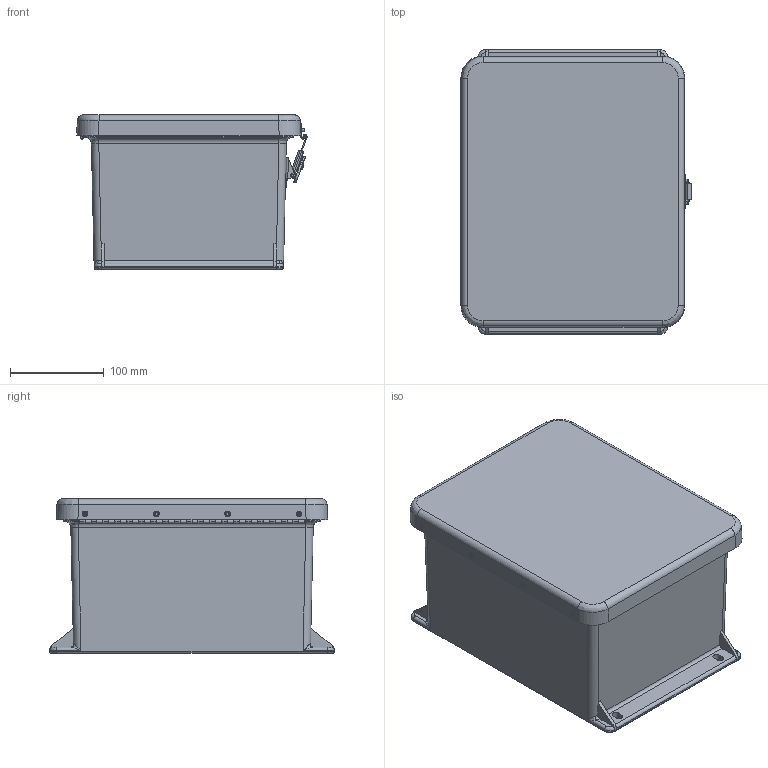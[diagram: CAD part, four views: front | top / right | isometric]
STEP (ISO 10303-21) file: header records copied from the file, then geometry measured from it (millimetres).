
FILE_DESCRIPTION(/* description */ (''),/* implementation_level */ '2;1');
FILE_NAME(/* name */ 'HW-J100806CHTL.stp',/* time_stamp */ '2016-08-18T15:19:04-05:00',/* author */ ('pmescher'),/* organization */ (''),/* preprocessor_version */ 'ST-DEVELOPER v16.5',/* originating_system */ 'Autodesk Inventor 2017',/* authorisation */ '');
FILE_SCHEMA (('AUTOMOTIVE_DESIGN { 1 0 10303 214 3 1 1 }'));
Length unit declared in the file: inch
Products named in the file (24): J100806HLL_STP; WPJ100806H&LBOX; WPJ100806HLU; WPJ100806H&LCVR; J100806HLL GASKET; RMINS45821P; RMHING9-1/2; RMHINGBOX7.5; RMHINGCOV7.5; RMHINGPIN7.5; RMRIV43; RMLATJLL150; SW3dPS-K3-2347-52_K3_Rivet; SW3dPS-K3-2347-52_K3-2347-07_K3_Slide_No.3_Link_Lock_clf; SW3dPS-K3-2347-52_k3_anchor_plate_clf; SW3dPS-K3-2347-52_k3_Link_Lock_Housing; SW3dPS-K3-2347-52_k3_upper_cam_clf1; SW3dPS-K3-2347-52_k3_wing_clf1; SW3dPS-K3-2347-52_K3_Rivet_Anchor_Plate; SW3dPS-K3-2347-52_k3_cam_lower_clf; SW3dPS-K3-2347-52_k3_cap_spring_clf; RMKEEPLL150; SW3dPS-K3-0334-52_K3-0334-07; RMRIV44
Assembly tree (44 placements, depth 3):
  J100806HLL_STP
    WPJ100806H&LBOX
    WPJ100806HLU
      WPJ100806H&LCVR
      J100806HLL GASKET
    RMINS45821P  x12
    RMHING9-1/2
      RMHINGBOX7.5
      RMHINGCOV7.5
      RMHINGPIN7.5
      RMRIV43  x8
    RMLATJLL150
      SW3dPS-K3-2347-52_K3_Rivet
      SW3dPS-K3-2347-52_K3-2347-07_K3_Slide_No.3_Link_Lock_clf
      SW3dPS-K3-2347-52_k3_anchor_plate_clf
      SW3dPS-K3-2347-52_k3_Link_Lock_Housing
      SW3dPS-K3-2347-52_k3_upper_cam_clf1
      SW3dPS-K3-2347-52_k3_wing_clf1
      SW3dPS-K3-2347-52_K3_Rivet_Anchor_Plate
      SW3dPS-K3-2347-52_k3_cam_lower_clf
      SW3dPS-K3-2347-52_k3_cap_spring_clf
      RMRIV44  x2
    RMKEEPLL150
      SW3dPS-K3-0334-52_K3-0334-07
      RMRIV44  x2
Bounding box: 246.09 x 303.94 x 165.07 mm (x, y, z)
Volume: 1254667.3 mm3; surface area: 664069.1 mm2
Topology: 40 solids, 40 shells, 1189 faces, 2969 edges, 1897 vertices
Faces by surface type: plane 467, cylinder 461, bspline 104, torus 81, cone 73, sphere 3
Full cylindrical faces by diameter (mm): 1.702 x1, 2.159 x39, 2.21 x1, 2.489 x2, 2.64 x12, 2.794 x1, 3.175 x13, 3.3 x2, 3.327 x8, 3.378 x2, 3.429 x1, 3.556 x13, 3.861 x12, 4.039 x12, 4.572 x1, 4.75 x2, 4.8 x1, 4.851 x2, 5.41 x1, 6.35 x1, 6.858 x12, 7.264 x1, 7.95 x2, 9.525 x4, 13.335 x1, 13.589 x1, 15.494 x1, 16.764 x1
Entity records: 37525 total; most frequent: CARTESIAN_POINT 10307, DIRECTION 5732, ORIENTED_EDGE 5250, EDGE_CURVE 2625, AXIS2_PLACEMENT_3D 2174, VERTEX_POINT 1733, EDGE_LOOP 1392, LINE 1384
